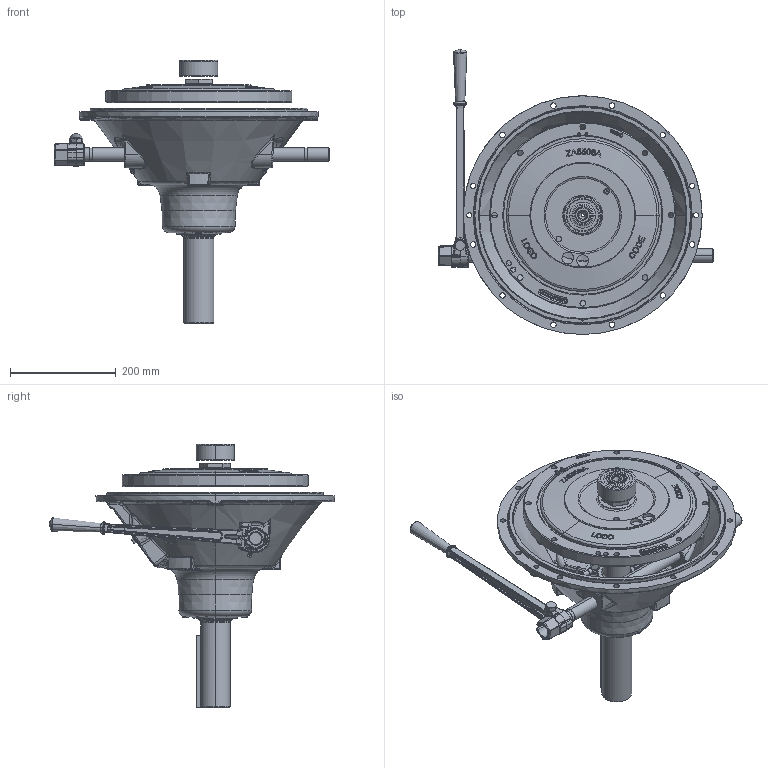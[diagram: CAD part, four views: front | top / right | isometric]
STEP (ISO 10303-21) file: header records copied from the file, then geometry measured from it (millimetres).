
FILE_DESCRIPTION (( 'STEP AP214' ), '1' );
FILE_NAME ('SP111P301.STEP', '2013-11-18T17:31:17', ( 'Windows User' ), ( '' ), 'SwSTEP 2.0', 'SolidWorks 2010', '' );
FILE_SCHEMA (( 'AUTOMOTIVE_DESIGN' ));
Length unit declared in the file: inch
Products named in the file (1): SP111P301
Bounding box: 520.7 x 539.22 x 497.59 mm (x, y, z)
Surface area: 917291.5 mm2 (no closed solid volume)
Topology: 0 solids, 152 shells, 1825 faces, 6820 edges, 4903 vertices
Faces by surface type: bspline 663, plane 395, cylinder 361, torus 192, cone 157, sphere 57
Entity records: 141667 total; most frequent: CARTESIAN_POINT 68968, ORIENTED_EDGE 9958, DIRECTION 8503, EDGE_CURVE 6731, VERTEX_POINT 4891, AXIS2_PLACEMENT_3D 3361, B_SPLINE_CURVE_WITH_KNOTS 2500, CIRCLE 2198
